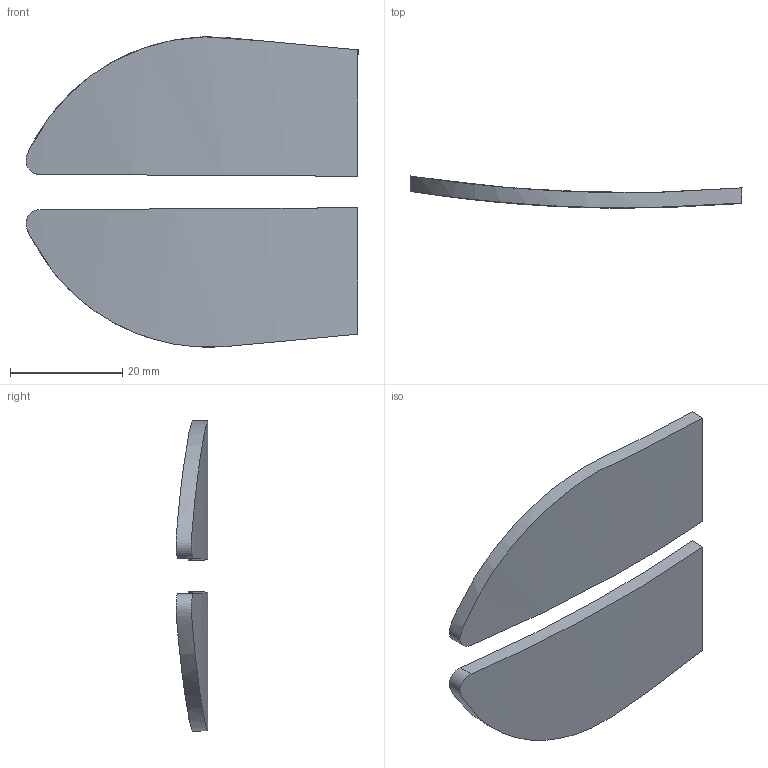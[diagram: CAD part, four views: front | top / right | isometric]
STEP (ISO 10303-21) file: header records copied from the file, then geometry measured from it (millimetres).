
FILE_DESCRIPTION (( 'STEP AP214' ), '1' );
FILE_NAME ('DT.2P.KTBN.STEP', '2023-01-23T08:34:06', ( '' ), ( '' ), 'SwSTEP 2.0', 'SolidWorks 2022', '' );
FILE_SCHEMA (( 'AUTOMOTIVE_DESIGN' ));
Length unit declared in the file: millimetre
Products named in the file (1): DT.2P.KTBN
Bounding box: 59.09 x 5.69 x 55.25 mm (x, y, z)
Volume: 6633.9 mm3; surface area: 5752.2 mm2
Topology: 2 solids, 2 shells, 12 faces, 24 edges, 16 vertices
Faces by surface type: plane 6, cylinder 4, bspline 2
Entity records: 651 total; most frequent: CARTESIAN_POINT 387, ORIENTED_EDGE 48, DIRECTION 34, EDGE_CURVE 24, VERTEX_POINT 16, VECTOR 12, LINE 12, FACE_OUTER_BOUND 12
